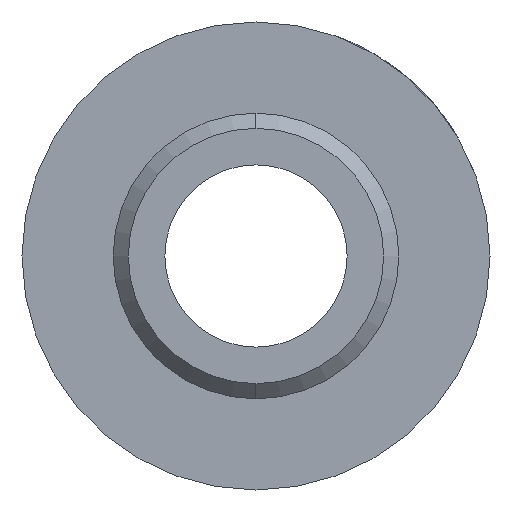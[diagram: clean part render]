
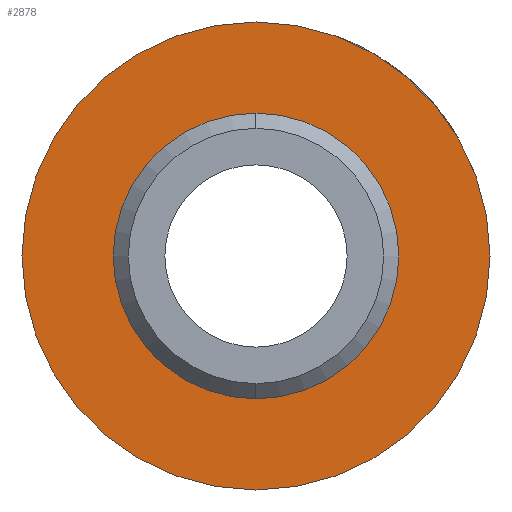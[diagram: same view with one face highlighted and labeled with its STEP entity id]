
A CAD part, left-side view. The second image highlights one B-rep face of the part: STEP entity #2878.
In plain terms, the highlighted planar face has unit normal (-1, 0, 0).
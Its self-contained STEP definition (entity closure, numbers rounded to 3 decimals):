
#31 = EDGE_LOOP ( 'NONE', ( #2340, #2159 ) ) ;
#138 = FACE_BOUND ( 'NONE', #1009, .T. ) ;
#230 = DIRECTION ( 'NONE',  ( 0., 0., 1. ) ) ;
#706 = CIRCLE ( 'NONE', #1886, 4.7 ) ;
#835 = VERTEX_POINT ( 'NONE', #3590 ) ;
#850 = CARTESIAN_POINT ( 'NONE',  ( 12., 0., 0. ) ) ;
#997 = ORIENTED_EDGE ( 'NONE', *, *, #3543, .F. ) ;
#1009 = EDGE_LOOP ( 'NONE', ( #1561, #997 ) ) ;
#1052 = DIRECTION ( 'NONE',  ( 0., 0., -1. ) ) ;
#1127 = CARTESIAN_POINT ( 'NONE',  ( 12., 0., 4.7 ) ) ;
#1142 = VERTEX_POINT ( 'NONE', #1127 ) ;
#1393 = EDGE_CURVE ( 'NONE', #4324, #4565, #3060, .T. ) ;
#1490 = CARTESIAN_POINT ( 'NONE',  ( 12., 0., 0. ) ) ;
#1497 = DIRECTION ( 'NONE',  ( 1., 0., 0. ) ) ;
#1561 = ORIENTED_EDGE ( 'NONE', *, *, #2077, .F. ) ;
#1699 = EDGE_CURVE ( 'NONE', #4565, #4324, #2806, .T. ) ;
#1735 = PLANE ( 'NONE',  #2624 ) ;
#1886 = AXIS2_PLACEMENT_3D ( 'NONE', #1490, #3531, #230 ) ;
#2057 = CARTESIAN_POINT ( 'NONE',  ( 12., 0., 0. ) ) ;
#2077 = EDGE_CURVE ( 'NONE', #1142, #835, #3303, .T. ) ;
#2159 = ORIENTED_EDGE ( 'NONE', *, *, #1393, .T. ) ;
#2340 = ORIENTED_EDGE ( 'NONE', *, *, #1699, .T. ) ;
#2614 = DIRECTION ( 'NONE',  ( -1., 0., 0. ) ) ;
#2624 = AXIS2_PLACEMENT_3D ( 'NONE', #3334, #1497, #1052 ) ;
#2806 = CIRCLE ( 'NONE', #3805, 7.7 ) ;
#2841 = DIRECTION ( 'NONE',  ( 0., 0., 1. ) ) ;
#2878 = ADVANCED_FACE ( 'NONE', ( #138, #4569 ), #1735, .F. ) ;
#3014 = CARTESIAN_POINT ( 'NONE',  ( 12., 0., 0. ) ) ;
#3060 = CIRCLE ( 'NONE', #3640, 7.7 ) ;
#3303 = CIRCLE ( 'NONE', #4226, 4.7 ) ;
#3334 = CARTESIAN_POINT ( 'NONE',  ( 12., 4.7, 0. ) ) ;
#3377 = CARTESIAN_POINT ( 'NONE',  ( 12., 0., -7.7 ) ) ;
#3508 = DIRECTION ( 'NONE',  ( 0., 0., 1. ) ) ;
#3531 = DIRECTION ( 'NONE',  ( -1., 0., 0. ) ) ;
#3543 = EDGE_CURVE ( 'NONE', #835, #1142, #706, .T. ) ;
#3586 = DIRECTION ( 'NONE',  ( -1., 0., 0. ) ) ;
#3590 = CARTESIAN_POINT ( 'NONE',  ( 12., 0., -4.7 ) ) ;
#3640 = AXIS2_PLACEMENT_3D ( 'NONE', #850, #3586, #3658 ) ;
#3658 = DIRECTION ( 'NONE',  ( 0., 0., 1. ) ) ;
#3805 = AXIS2_PLACEMENT_3D ( 'NONE', #2057, #4015, #2841 ) ;
#4015 = DIRECTION ( 'NONE',  ( -1., 0., 0. ) ) ;
#4226 = AXIS2_PLACEMENT_3D ( 'NONE', #3014, #2614, #3508 ) ;
#4324 = VERTEX_POINT ( 'NONE', #3377 ) ;
#4493 = CARTESIAN_POINT ( 'NONE',  ( 12., 0., 7.7 ) ) ;
#4565 = VERTEX_POINT ( 'NONE', #4493 ) ;
#4569 = FACE_OUTER_BOUND ( 'NONE', #31, .T. ) ;
